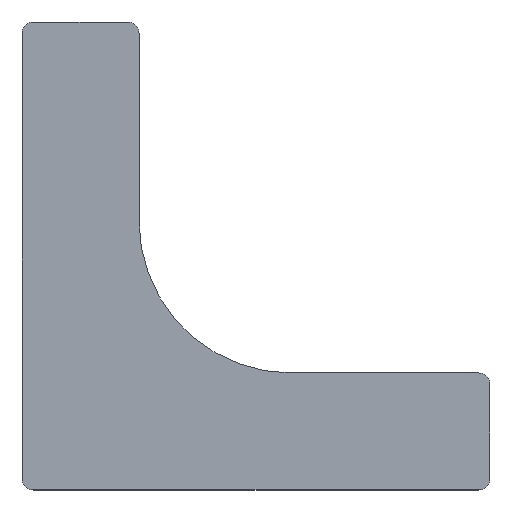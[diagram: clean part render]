
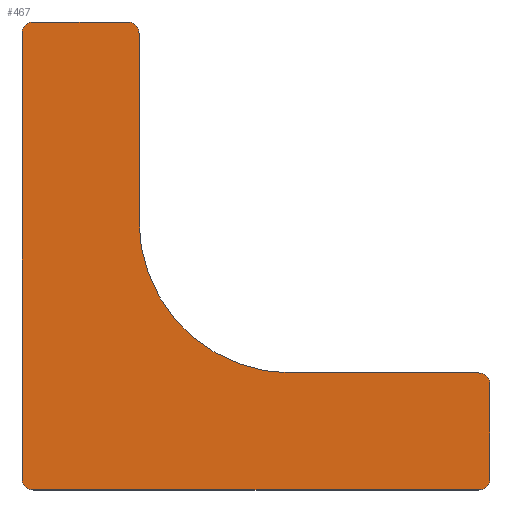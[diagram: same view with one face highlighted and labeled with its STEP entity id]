
A CAD part, top view. The second image highlights one B-rep face of the part: STEP entity #467.
In plain terms, the highlighted planar face has unit normal (0, 0, 1).
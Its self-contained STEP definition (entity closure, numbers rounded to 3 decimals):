
#60=CARTESIAN_POINT('',(2.,0.0,0.5));
#61=VERTEX_POINT('',#60);
#68=CARTESIAN_POINT('',(0.,2.,0.5));
#69=VERTEX_POINT('',#68);
#70=CARTESIAN_POINT('',(2.,2.0,0.5));
#71=DIRECTION('',(0.0,0.0,-1.0));
#72=DIRECTION('',(-0.707,-0.707,0.0));
#73=AXIS2_PLACEMENT_3D('',#70,#71,#72);
#74=CIRCLE('',#73,2.0);
#75=EDGE_CURVE('',#61,#69,#74,.T.);
#100=CARTESIAN_POINT('',(78.,0.0,0.5));
#101=VERTEX_POINT('',#100);
#108=CARTESIAN_POINT('',(78.,0.0,0.5));
#109=DIRECTION('',(-1.0,0.0,0.0));
#110=VECTOR('',#109,76.);
#111=LINE('',#108,#110);
#112=EDGE_CURVE('',#101,#61,#111,.T.);
#215=CARTESIAN_POINT('',(0.,78.0,0.5));
#216=VERTEX_POINT('',#215);
#217=CARTESIAN_POINT('',(2.,80.0,0.5));
#218=VERTEX_POINT('',#217);
#219=CARTESIAN_POINT('',(2.,78.0,0.5));
#220=DIRECTION('',(0.0,0.0,-1.0));
#221=DIRECTION('',(-0.707,0.707,0.0));
#222=AXIS2_PLACEMENT_3D('',#219,#220,#221);
#223=CIRCLE('',#222,2.);
#224=EDGE_CURVE('',#216,#218,#223,.T.);
#248=CARTESIAN_POINT('',(18.,80.,0.5));
#249=VERTEX_POINT('',#248);
#250=CARTESIAN_POINT('',(2.,80.0,0.5));
#251=DIRECTION('',(1.0,0.0,0.0));
#252=VECTOR('',#251,16.0);
#253=LINE('',#250,#252);
#254=EDGE_CURVE('',#218,#249,#253,.T.);
#271=CARTESIAN_POINT('',(20.,78.,0.5));
#272=VERTEX_POINT('',#271);
#273=CARTESIAN_POINT('',(18.,78.,0.5));
#274=DIRECTION('',(0.0,0.0,-1.0));
#275=DIRECTION('',(0.707,0.707,0.0));
#276=AXIS2_PLACEMENT_3D('',#273,#274,#275);
#277=CIRCLE('',#276,2.);
#278=EDGE_CURVE('',#249,#272,#277,.T.);
#296=CARTESIAN_POINT('',(78.0,20.,0.5));
#297=VERTEX_POINT('',#296);
#298=CARTESIAN_POINT('',(80.0,18.,0.5));
#299=VERTEX_POINT('',#298);
#300=CARTESIAN_POINT('',(78.0,18.,0.5));
#301=DIRECTION('',(0.0,0.0,-1.));
#302=DIRECTION('',(0.707,0.707,0.0));
#303=AXIS2_PLACEMENT_3D('',#300,#301,#302);
#304=CIRCLE('',#303,2.);
#305=EDGE_CURVE('',#297,#299,#304,.T.);
#329=CARTESIAN_POINT('',(80.,2.,0.5));
#330=VERTEX_POINT('',#329);
#331=CARTESIAN_POINT('',(80.0,18.,0.5));
#332=DIRECTION('',(0.0,-1.0,0.0));
#333=VECTOR('',#332,16.);
#334=LINE('',#331,#333);
#335=EDGE_CURVE('',#299,#330,#334,.T.);
#352=CARTESIAN_POINT('',(78.,2.,0.5));
#353=DIRECTION('',(0.0,0.0,-1.0));
#354=DIRECTION('',(0.707,-0.707,0.0));
#355=AXIS2_PLACEMENT_3D('',#352,#353,#354);
#356=CIRCLE('',#355,2.0);
#357=EDGE_CURVE('',#330,#101,#356,.T.);
#371=CARTESIAN_POINT('',(20.,46.,0.5));
#372=VERTEX_POINT('',#371);
#379=CARTESIAN_POINT('',(46.,20.,0.5));
#380=VERTEX_POINT('',#379);
#381=CARTESIAN_POINT('',(46.0,46.,0.5));
#382=DIRECTION('',(0.0,0.0,1.));
#383=DIRECTION('',(-0.707,-0.707,0.0));
#384=AXIS2_PLACEMENT_3D('',#381,#382,#383);
#385=CIRCLE('',#384,26.0);
#386=EDGE_CURVE('',#372,#380,#385,.T.);
#403=CARTESIAN_POINT('',(20.,78.,0.5));
#404=DIRECTION('',(0.0,-1.0,0.0));
#405=VECTOR('',#404,32.);
#406=LINE('',#403,#405);
#407=EDGE_CURVE('',#272,#372,#406,.T.);
#420=CARTESIAN_POINT('',(0.,2.,0.5));
#421=DIRECTION('',(0.0,1.0,0.0));
#422=VECTOR('',#421,76.0);
#423=LINE('',#420,#422);
#424=EDGE_CURVE('',#69,#216,#423,.T.);
#439=CARTESIAN_POINT('',(46.,20.,0.5));
#440=DIRECTION('',(1.0,0.0,0.0));
#441=VECTOR('',#440,32.);
#442=LINE('',#439,#441);
#443=EDGE_CURVE('',#380,#297,#442,.T.);
#448=CARTESIAN_POINT('',(28.75,28.75,0.5));
#449=DIRECTION('',(0.0,0.0,1.0));
#450=DIRECTION('',(1.0,0.0,0.0));
#451=AXIS2_PLACEMENT_3D('',#448,#449,#450);
#452=PLANE('',#451);
#453=ORIENTED_EDGE('',*,*,#75,.F.);
#454=ORIENTED_EDGE('',*,*,#112,.F.);
#455=ORIENTED_EDGE('',*,*,#357,.F.);
#456=ORIENTED_EDGE('',*,*,#335,.F.);
#457=ORIENTED_EDGE('',*,*,#305,.F.);
#458=ORIENTED_EDGE('',*,*,#443,.F.);
#459=ORIENTED_EDGE('',*,*,#386,.F.);
#460=ORIENTED_EDGE('',*,*,#407,.F.);
#461=ORIENTED_EDGE('',*,*,#278,.F.);
#462=ORIENTED_EDGE('',*,*,#254,.F.);
#463=ORIENTED_EDGE('',*,*,#224,.F.);
#464=ORIENTED_EDGE('',*,*,#424,.F.);
#465=EDGE_LOOP('',(#453,#454,#455,#456,#457,#458,#459,#460,#461,#462,#463,#464));
#466=FACE_OUTER_BOUND('',#465,.T.);
#467=ADVANCED_FACE('',(#466),#452,.T.);
